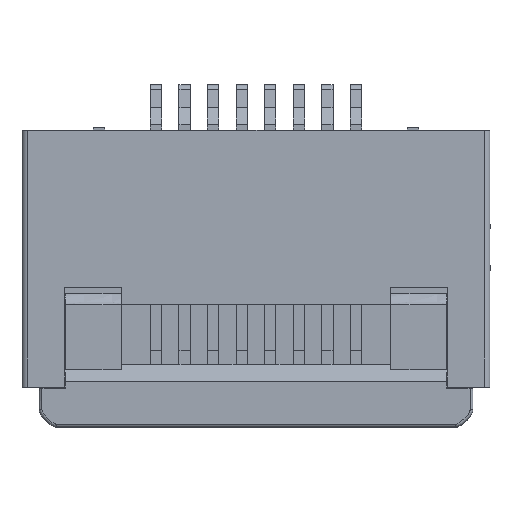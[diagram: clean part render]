
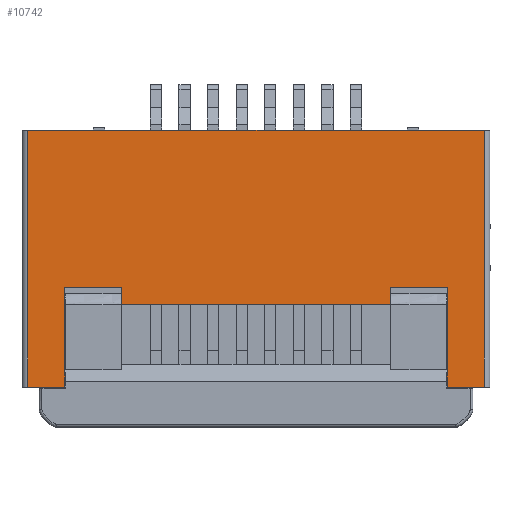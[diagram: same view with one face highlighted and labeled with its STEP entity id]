
A CAD part, top view. The second image highlights one B-rep face of the part: STEP entity #10742.
In plain terms, the highlighted planar face has unit normal (0, 0, 1).
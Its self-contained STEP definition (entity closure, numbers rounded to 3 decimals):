
#52 = ORIENTED_EDGE ( 'NONE', *, *, #14849, .T. ) ;
#246 = VERTEX_POINT ( 'NONE', #16284 ) ;
#373 = CARTESIAN_POINT ( 'NONE',  ( -4.1, -2.45, 2. ) ) ;
#656 = DIRECTION ( 'NONE',  ( 0., 1., 0. ) ) ;
#698 = CARTESIAN_POINT ( 'NONE',  ( -4., 2.05, 2. ) ) ;
#1047 = EDGE_CURVE ( 'NONE', #246, #6690, #12165, .T. ) ;
#1276 = CARTESIAN_POINT ( 'NONE',  ( -3.35, -0.7, 2. ) ) ;
#1589 = ORIENTED_EDGE ( 'NONE', *, *, #7923, .T. ) ;
#1821 = ORIENTED_EDGE ( 'NONE', *, *, #1047, .T. ) ;
#1826 = CARTESIAN_POINT ( 'NONE',  ( 2.35, -1., 2. ) ) ;
#1963 = VECTOR ( 'NONE', #9654, 1000. ) ;
#1989 = CARTESIAN_POINT ( 'NONE',  ( -3.35, -2.45, 2. ) ) ;
#2001 = CARTESIAN_POINT ( 'NONE',  ( 4., -2.45, 2. ) ) ;
#2429 = LINE ( 'NONE', #15829, #12226 ) ;
#3158 = DIRECTION ( 'NONE',  ( 0., -1., 0. ) ) ;
#3230 = EDGE_CURVE ( 'NONE', #8509, #11345, #5394, .T. ) ;
#3416 = EDGE_CURVE ( 'NONE', #5313, #13480, #8919, .T. ) ;
#3674 = LINE ( 'NONE', #4657, #10317 ) ;
#3877 = DIRECTION ( 'NONE',  ( -1., 0., 0. ) ) ;
#3977 = VERTEX_POINT ( 'NONE', #1276 ) ;
#4135 = FACE_OUTER_BOUND ( 'NONE', #10296, .T. ) ;
#4491 = VERTEX_POINT ( 'NONE', #9739 ) ;
#4657 = CARTESIAN_POINT ( 'NONE',  ( -4., -2.45, 2. ) ) ;
#4887 = VECTOR ( 'NONE', #3877, 1000. ) ;
#5313 = VERTEX_POINT ( 'NONE', #6152 ) ;
#5394 = LINE ( 'NONE', #9460, #8536 ) ;
#5416 = VERTEX_POINT ( 'NONE', #7729 ) ;
#5576 = DIRECTION ( 'NONE',  ( 0., 0., 1. ) ) ;
#6152 = CARTESIAN_POINT ( 'NONE',  ( 2.35, -0.7, 2. ) ) ;
#6178 = EDGE_CURVE ( 'NONE', #246, #9877, #13853, .T. ) ;
#6260 = LINE ( 'NONE', #7244, #9409 ) ;
#6476 = CARTESIAN_POINT ( 'NONE',  ( -4.1, 2.05, 2. ) ) ;
#6557 = DIRECTION ( 'NONE',  ( -1., 0., 0. ) ) ;
#6690 = VERTEX_POINT ( 'NONE', #2001 ) ;
#7108 = ORIENTED_EDGE ( 'NONE', *, *, #8676, .T. ) ;
#7244 = CARTESIAN_POINT ( 'NONE',  ( 4., 2.05, 2. ) ) ;
#7317 = DIRECTION ( 'NONE',  ( 0., -1., 0. ) ) ;
#7438 = LINE ( 'NONE', #10624, #11007 ) ;
#7465 = ORIENTED_EDGE ( 'NONE', *, *, #8059, .F. ) ;
#7729 = CARTESIAN_POINT ( 'NONE',  ( -2.35, -1., 2. ) ) ;
#7776 = CARTESIAN_POINT ( 'NONE',  ( -2.35, -0.7, 2. ) ) ;
#7923 = EDGE_CURVE ( 'NONE', #16278, #8509, #3674, .T. ) ;
#8059 = EDGE_CURVE ( 'NONE', #15004, #3977, #14034, .T. ) ;
#8338 = ORIENTED_EDGE ( 'NONE', *, *, #6178, .F. ) ;
#8458 = LINE ( 'NONE', #6476, #4887 ) ;
#8509 = VERTEX_POINT ( 'NONE', #10141 ) ;
#8532 = CARTESIAN_POINT ( 'NONE',  ( 3.35, -0.7, 2. ) ) ;
#8536 = VECTOR ( 'NONE', #11580, 1000. ) ;
#8676 = EDGE_CURVE ( 'NONE', #4491, #16278, #8458, .T. ) ;
#8919 = LINE ( 'NONE', #1826, #12059 ) ;
#9304 = DIRECTION ( 'NONE',  ( -1., 0., 0. ) ) ;
#9409 = VECTOR ( 'NONE', #656, 1000. ) ;
#9460 = CARTESIAN_POINT ( 'NONE',  ( -4.1, -2.45, 2. ) ) ;
#9654 = DIRECTION ( 'NONE',  ( 1., 0., 0. ) ) ;
#9739 = CARTESIAN_POINT ( 'NONE',  ( 4., 2.05, 2. ) ) ;
#9877 = VERTEX_POINT ( 'NONE', #8532 ) ;
#9924 = DIRECTION ( 'NONE',  ( 0., -1., 0. ) ) ;
#9991 = DIRECTION ( 'NONE',  ( 0., 1., 0. ) ) ;
#10141 = CARTESIAN_POINT ( 'NONE',  ( -4., -2.45, 2. ) ) ;
#10296 = EDGE_LOOP ( 'NONE', ( #1821, #52, #7108, #1589, #12001, #11819, #7465, #14163, #10891, #14701, #12914, #8338 ) ) ;
#10317 = VECTOR ( 'NONE', #7317, 1000. ) ;
#10328 = VECTOR ( 'NONE', #9991, 1000. ) ;
#10515 = VECTOR ( 'NONE', #11582, 1000. ) ;
#10623 = EDGE_CURVE ( 'NONE', #13480, #5416, #7438, .T. ) ;
#10624 = CARTESIAN_POINT ( 'NONE',  ( -2.35, -1., 2. ) ) ;
#10742 = ADVANCED_FACE ( 'NONE', ( #4135 ), #13490, .T. ) ;
#10891 = ORIENTED_EDGE ( 'NONE', *, *, #10623, .F. ) ;
#10984 = CARTESIAN_POINT ( 'NONE',  ( -2.35, -0.7, 2. ) ) ;
#11007 = VECTOR ( 'NONE', #9304, 1000. ) ;
#11031 = LINE ( 'NONE', #10984, #14522 ) ;
#11233 = LINE ( 'NONE', #1989, #14718 ) ;
#11345 = VERTEX_POINT ( 'NONE', #13415 ) ;
#11580 = DIRECTION ( 'NONE',  ( 1., 0., 0. ) ) ;
#11582 = DIRECTION ( 'NONE',  ( -1., 0., 0. ) ) ;
#11819 = ORIENTED_EDGE ( 'NONE', *, *, #16992, .F. ) ;
#12001 = ORIENTED_EDGE ( 'NONE', *, *, #3230, .T. ) ;
#12059 = VECTOR ( 'NONE', #3158, 1000. ) ;
#12165 = LINE ( 'NONE', #373, #1963 ) ;
#12226 = VECTOR ( 'NONE', #6557, 1000. ) ;
#12914 = ORIENTED_EDGE ( 'NONE', *, *, #13451, .F. ) ;
#13415 = CARTESIAN_POINT ( 'NONE',  ( -3.35, -2.45, 2. ) ) ;
#13451 = EDGE_CURVE ( 'NONE', #9877, #5313, #2429, .T. ) ;
#13480 = VERTEX_POINT ( 'NONE', #15931 ) ;
#13490 = PLANE ( 'NONE',  #14523 ) ;
#13546 = CARTESIAN_POINT ( 'NONE',  ( 0., 0., 2. ) ) ;
#13853 = LINE ( 'NONE', #13925, #10328 ) ;
#13925 = CARTESIAN_POINT ( 'NONE',  ( 3.35, -0.7, 2. ) ) ;
#14034 = LINE ( 'NONE', #14150, #10515 ) ;
#14150 = CARTESIAN_POINT ( 'NONE',  ( -3.35, -0.7, 2. ) ) ;
#14163 = ORIENTED_EDGE ( 'NONE', *, *, #16913, .F. ) ;
#14522 = VECTOR ( 'NONE', #16332, 1000. ) ;
#14523 = AXIS2_PLACEMENT_3D ( 'NONE', #13546, #5576, #14848 ) ;
#14701 = ORIENTED_EDGE ( 'NONE', *, *, #3416, .F. ) ;
#14718 = VECTOR ( 'NONE', #9924, 1000. ) ;
#14848 = DIRECTION ( 'NONE',  ( 1., 0., 0. ) ) ;
#14849 = EDGE_CURVE ( 'NONE', #6690, #4491, #6260, .T. ) ;
#15004 = VERTEX_POINT ( 'NONE', #7776 ) ;
#15829 = CARTESIAN_POINT ( 'NONE',  ( 2.35, -0.7, 2. ) ) ;
#15931 = CARTESIAN_POINT ( 'NONE',  ( 2.35, -1., 2. ) ) ;
#16278 = VERTEX_POINT ( 'NONE', #698 ) ;
#16284 = CARTESIAN_POINT ( 'NONE',  ( 3.35, -2.45, 2. ) ) ;
#16332 = DIRECTION ( 'NONE',  ( 0., 1., 0. ) ) ;
#16913 = EDGE_CURVE ( 'NONE', #5416, #15004, #11031, .T. ) ;
#16992 = EDGE_CURVE ( 'NONE', #3977, #11345, #11233, .T. ) ;
